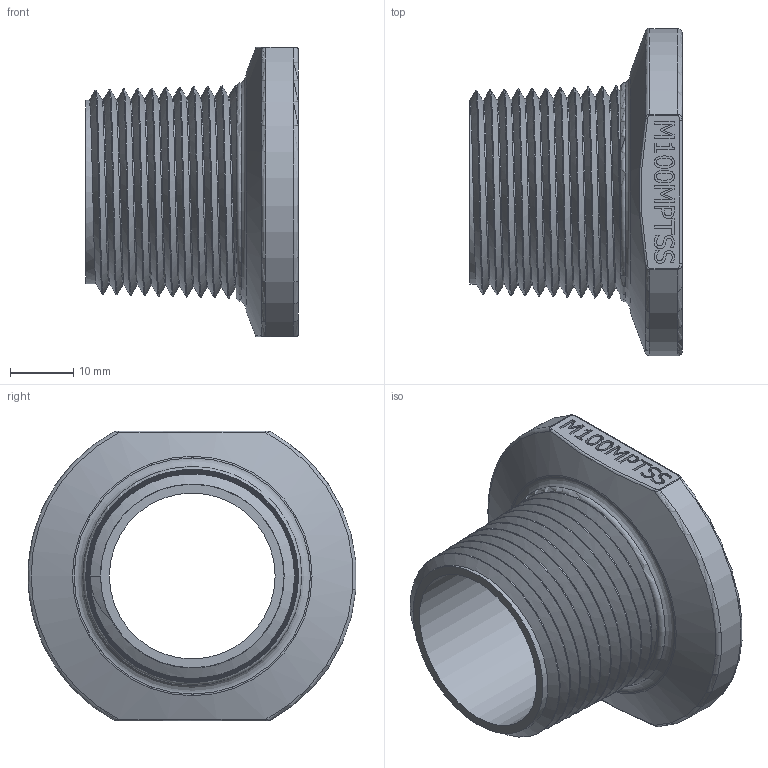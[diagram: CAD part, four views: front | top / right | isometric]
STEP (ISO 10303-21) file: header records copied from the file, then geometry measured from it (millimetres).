
FILE_DESCRIPTION(/* description */ ('1" MALE NPT X 1" MNFLD FLG.'),/* implementation_level */ '2;1');
FILE_NAME(/* name */ 'M100MPTSS.stp',/* time_stamp */ '2014-02-21T14:57:06-05:00',/* author */ ('mclevenger'),/* organization */ (''),/* preprocessor_version */ 'ST-DEVELOPER v15.2',/* originating_system */ 'Autodesk Inventor 2014',/* authorisation */ '');
FILE_SCHEMA (('AUTOMOTIVE_DESIGN { 1 0 10303 214 3 1 1 }'));
Length unit declared in the file: inch
Products named in the file (1): M100MPTSS
Bounding box: 33.53 x 51.71 x 45.72 mm (x, y, z)
Volume: 15971.3 mm3; surface area: 10895 mm2
Topology: 1 solids, 1 shells, 261 faces, 687 edges, 451 vertices
Faces by surface type: plane 126, bspline 111, cylinder 11, torus 8, cone 5
Full cylindrical faces by diameter (mm): 26.162 x1, 35.052 x1
Entity records: 11584 total; most frequent: CARTESIAN_POINT 5911, ORIENTED_EDGE 1352, DIRECTION 787, EDGE_CURVE 676, VERTEX_POINT 448, LINE 407, VECTOR 407, EDGE_LOOP 294
